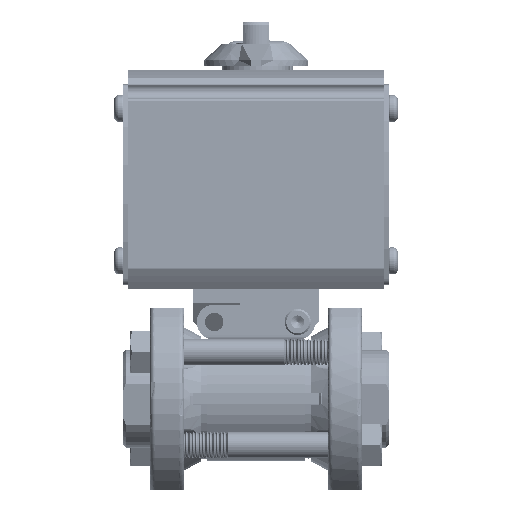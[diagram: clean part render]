
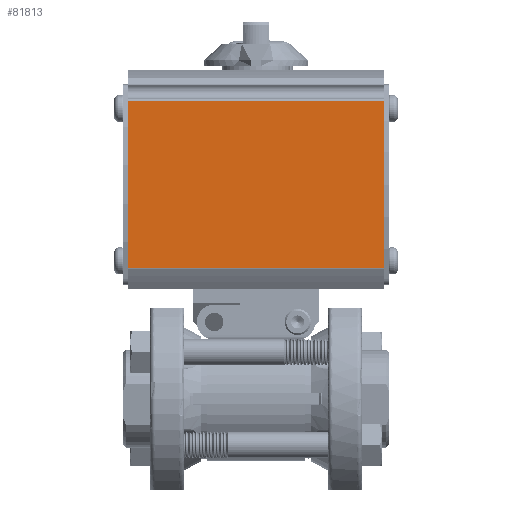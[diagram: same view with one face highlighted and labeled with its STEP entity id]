
A CAD part, top view. The second image highlights one B-rep face of the part: STEP entity #81813.
In plain terms, the highlighted planar face has unit normal (0, 0, 1).
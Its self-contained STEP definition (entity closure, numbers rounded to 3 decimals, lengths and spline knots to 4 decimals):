
#11257 = DIRECTION ( 'NONE',  ( 1., 0., 0. ) ) ;
#17912 = CARTESIAN_POINT ( 'NONE',  ( 1.5275, 3.5621, 1.17 ) ) ;
#19593 = DIRECTION ( 'NONE',  ( 0., -1., 0. ) ) ;
#20054 = VECTOR ( 'NONE', #26599, 39.3701 ) ;
#20137 = PLANE ( 'NONE',  #96350 ) ;
#21180 = ORIENTED_EDGE ( 'NONE', *, *, #75372, .F. ) ;
#26401 = LINE ( 'NONE', #81393, #104966 ) ;
#26599 = DIRECTION ( 'NONE',  ( -1., 0., 0. ) ) ;
#34767 = FACE_OUTER_BOUND ( 'NONE', #182206, .T. ) ;
#37086 = CARTESIAN_POINT ( 'NONE',  ( -1.5275, 3.5621, 1.17 ) ) ;
#41201 = CARTESIAN_POINT ( 'NONE',  ( -1.5275, 1.5679, 1.17 ) ) ;
#51660 = DIRECTION ( 'NONE',  ( 0., -1., 0. ) ) ;
#55143 = VERTEX_POINT ( 'NONE', #138343 ) ;
#66239 = EDGE_CURVE ( 'NONE', #123520, #55143, #80312, .T. ) ;
#75372 = EDGE_CURVE ( 'NONE', #148150, #55143, #26401, .T. ) ;
#80312 = LINE ( 'NONE', #121027, #122042 ) ;
#81393 = CARTESIAN_POINT ( 'NONE',  ( 1.5275, 3.5694, 1.17 ) ) ;
#81813 = ADVANCED_FACE ( 'NONE', ( #34767 ), #20137, .F. ) ;
#96350 = AXIS2_PLACEMENT_3D ( 'NONE', #129921, #145728, #51660 ) ;
#98650 = LINE ( 'NONE', #152260, #20054 ) ;
#100981 = LINE ( 'NONE', #135043, #137807 ) ;
#104966 = VECTOR ( 'NONE', #19593, 39.3701 ) ;
#113934 = VERTEX_POINT ( 'NONE', #37086 ) ;
#120727 = ORIENTED_EDGE ( 'NONE', *, *, #135973, .F. ) ;
#121027 = CARTESIAN_POINT ( 'NONE',  ( -5.0403, 1.5679, 1.17 ) ) ;
#122042 = VECTOR ( 'NONE', #11257, 39.3701 ) ;
#122131 = ORIENTED_EDGE ( 'NONE', *, *, #66239, .T. ) ;
#123520 = VERTEX_POINT ( 'NONE', #41201 ) ;
#126360 = ORIENTED_EDGE ( 'NONE', *, *, #166436, .T. ) ;
#129921 = CARTESIAN_POINT ( 'NONE',  ( -5.0403, 3.5694, 1.17 ) ) ;
#135043 = CARTESIAN_POINT ( 'NONE',  ( -1.5275, 3.5694, 1.17 ) ) ;
#135973 = EDGE_CURVE ( 'NONE', #123520, #113934, #100981, .T. ) ;
#137807 = VECTOR ( 'NONE', #153641, 39.3701 ) ;
#138343 = CARTESIAN_POINT ( 'NONE',  ( 1.5275, 1.5679, 1.17 ) ) ;
#145728 = DIRECTION ( 'NONE',  ( 0., 0., -1. ) ) ;
#148150 = VERTEX_POINT ( 'NONE', #17912 ) ;
#152260 = CARTESIAN_POINT ( 'NONE',  ( -5.0403, 3.5621, 1.17 ) ) ;
#153641 = DIRECTION ( 'NONE',  ( 0., 1., 0. ) ) ;
#166436 = EDGE_CURVE ( 'NONE', #148150, #113934, #98650, .T. ) ;
#182206 = EDGE_LOOP ( 'NONE', ( #21180, #126360, #120727, #122131 ) ) ;
